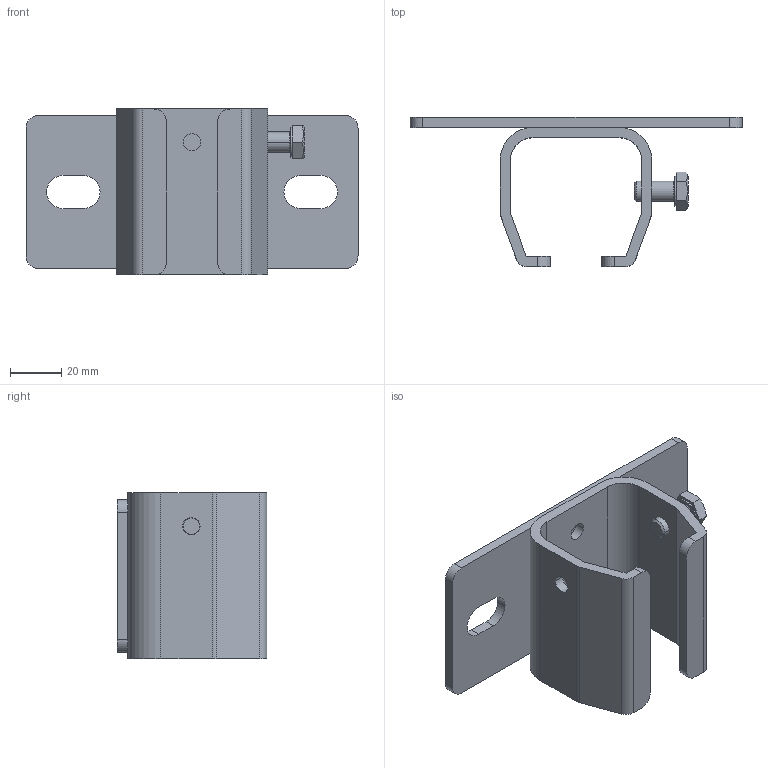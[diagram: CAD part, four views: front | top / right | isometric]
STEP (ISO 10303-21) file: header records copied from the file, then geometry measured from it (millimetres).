
FILE_DESCRIPTION (( 'STEP AP214' ), '1' );
FILE_NAME ('0042191.step', '2021-02-11T14:24:00', ( '' ), ( '' ), 'SwSTEP 2.0', 'SolidWorks 2020', '' );
FILE_SCHEMA (( 'AUTOMOTIVE_DESIGN' ));
Length unit declared in the file: millimetre
Products named in the file (1): 0042191
Bounding box: 130 x 58.5 x 65 mm (x, y, z)
Volume: 74575.3 mm3; surface area: 41456.3 mm2
Topology: 3 solids, 3 shells, 76 faces, 198 edges, 130 vertices
Faces by surface type: plane 38, cylinder 32, cone 4, bspline 2
Entity records: 2602 total; most frequent: CARTESIAN_POINT 615, DIRECTION 410, ORIENTED_EDGE 396, EDGE_CURVE 198, AXIS2_PLACEMENT_3D 145, VERTEX_POINT 130, VECTOR 120, LINE 120
